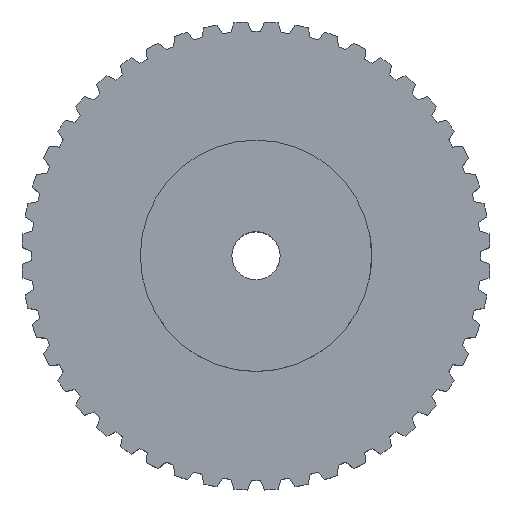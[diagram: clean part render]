
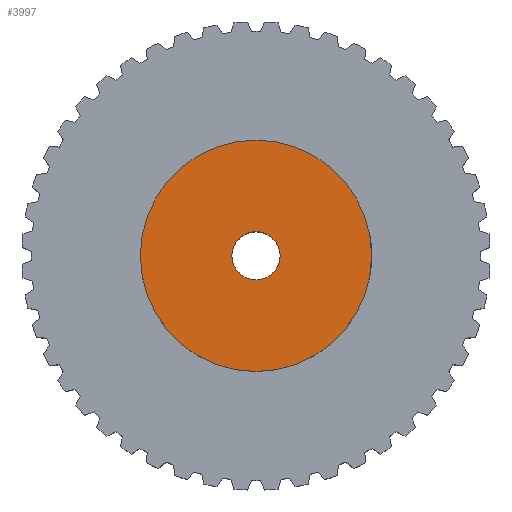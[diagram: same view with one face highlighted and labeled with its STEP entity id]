
A CAD part, top view. The second image highlights one B-rep face of the part: STEP entity #3997.
In plain terms, the highlighted planar face has unit normal (0, 0, 1).
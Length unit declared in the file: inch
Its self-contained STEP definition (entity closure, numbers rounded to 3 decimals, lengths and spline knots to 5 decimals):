
#1424 = AXIS2_PLACEMENT_3D ( 'NONE', #2850, #2858, #2859 ) ;
#1437 = AXIS2_PLACEMENT_3D ( 'NONE', #2942, #2943, #2944 ) ;
#1443 = AXIS2_PLACEMENT_3D ( 'NONE', #2987, #2988, #2989 ) ;
#1445 = AXIS2_PLACEMENT_3D ( 'NONE', #2956, #2998, #2999 ) ;
#1744 = FACE_BOUND ( 'NONE', #5229, .T. ) ;
#1752 = FACE_OUTER_BOUND ( 'NONE', #5208, .T. ) ;
#2714 = CARTESIAN_POINT ( 'NONE',  ( -0.75, 0., 0.5 ) ) ;
#2717 = CARTESIAN_POINT ( 'NONE',  ( 0.75, 0., 0.5 ) ) ;
#2732 = CARTESIAN_POINT ( 'NONE',  ( -0.15625, 0., 0.5 ) ) ;
#2735 = CARTESIAN_POINT ( 'NONE',  ( 0.15625, 0., 0.5 ) ) ;
#2850 = CARTESIAN_POINT ( 'NONE',  ( 0., 0., 0.5 ) ) ;
#2858 = DIRECTION ( 'NONE',  ( 0., 0., 1. ) ) ;
#2859 = DIRECTION ( 'NONE',  ( 1., 0., 0. ) ) ;
#2942 = CARTESIAN_POINT ( 'NONE',  ( 0., 0., 0.5 ) ) ;
#2943 = DIRECTION ( 'NONE',  ( 0., 0., 1. ) ) ;
#2944 = DIRECTION ( 'NONE',  ( 1., 0., 0. ) ) ;
#2956 = CARTESIAN_POINT ( 'NONE',  ( 0., 0., 0.5 ) ) ;
#2987 = CARTESIAN_POINT ( 'NONE',  ( 0., 0., 0.5 ) ) ;
#2988 = DIRECTION ( 'NONE',  ( 0., 0., 1. ) ) ;
#2989 = DIRECTION ( 'NONE',  ( 1., 0., 0. ) ) ;
#2998 = DIRECTION ( 'NONE',  ( 0., 0., 1. ) ) ;
#2999 = DIRECTION ( 'NONE',  ( 1., 0., 0. ) ) ;
#3379 = ORIENTED_EDGE ( 'NONE', *, *, #6276, .T. ) ;
#3380 = ORIENTED_EDGE ( 'NONE', *, *, #6283, .T. ) ;
#3381 = ORIENTED_EDGE ( 'NONE', *, *, #6287, .F. ) ;
#3382 = ORIENTED_EDGE ( 'NONE', *, *, #6264, .F. ) ;
#3997 = ADVANCED_FACE ( 'NONE', ( #1744, #1752 ), #6986, .F. ) ;
#4166 = AXIS2_PLACEMENT_3D ( 'NONE', #6993, #6972, #6969 ) ;
#5208 = EDGE_LOOP ( 'NONE', ( #3380, #3379 ) ) ;
#5229 = EDGE_LOOP ( 'NONE', ( #3382, #3381 ) ) ;
#5457 = VERTEX_POINT ( 'NONE', #2714 ) ;
#5460 = VERTEX_POINT ( 'NONE', #2717 ) ;
#5475 = VERTEX_POINT ( 'NONE', #2732 ) ;
#5478 = VERTEX_POINT ( 'NONE', #2735 ) ;
#5796 = CIRCLE ( 'NONE', #1424, 0.15625 ) ;
#5811 = CIRCLE ( 'NONE', #1437, 0.75 ) ;
#5821 = CIRCLE ( 'NONE', #1443, 0.75 ) ;
#5827 = CIRCLE ( 'NONE', #1445, 0.15625 ) ;
#6264 = EDGE_CURVE ( 'NONE', #5478, #5475, #5796, .T. ) ;
#6276 = EDGE_CURVE ( 'NONE', #5457, #5460, #5811, .T. ) ;
#6283 = EDGE_CURVE ( 'NONE', #5460, #5457, #5821, .T. ) ;
#6287 = EDGE_CURVE ( 'NONE', #5475, #5478, #5827, .T. ) ;
#6969 = DIRECTION ( 'NONE',  ( -1., 0., 0. ) ) ;
#6972 = DIRECTION ( 'NONE',  ( 0., 0., -1. ) ) ;
#6986 = PLANE ( 'NONE',  #4166 ) ;
#6993 = CARTESIAN_POINT ( 'NONE',  ( 0., -0.15625, 0.5 ) ) ;
